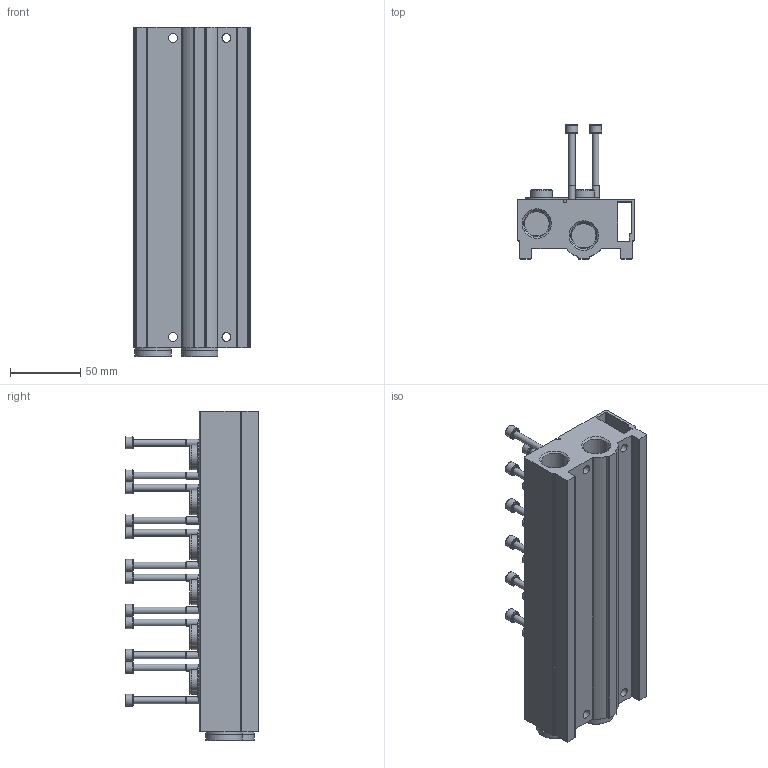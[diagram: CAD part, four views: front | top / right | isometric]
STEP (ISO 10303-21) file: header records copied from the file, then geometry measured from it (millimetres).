
FILE_DESCRIPTION(/* description */ ('STEP AP214'),/* implementation_level */ '2;1');
FILE_NAME(/* name */ '8026417_VABM-B10-30S-G12-6-P3',/* time_stamp */ '2024-09-10T10:12:39+02:00',/* author */ ('License CC BY-ND 4.0'),/* organization */ ('CADENAS'),/* preprocessor_version */ 'ST-DEVELOPER v19.3',/* originating_system */ 'PARTsolutions',/* authorisation */ ' ');
FILE_SCHEMA (('AUTOMOTIVE_DESIGN {1 0 10303 214 3 1 1}'));
Length unit declared in the file: millimetre
Products named in the file (5): 8026417 VABM-B10-30S-G12-6-P3; 8026417 VABM-B10-30S-G12-6-P3---(M); 1841579 VUVS-G38-2---(S); 2191444 F-M5x60-10.9; 3571 B-1/2---(Plug)
Assembly tree (21 placements, depth 2):
  8026417 VABM-B10-30S-G12-6-P3
    8026417 VABM-B10-30S-G12-6-P3---(M)
    1841579 VUVS-G38-2---(S)  x6
    2191444 F-M5x60-10.9  x12
    3571 B-1/2---(Plug)  x2
Bounding box: 83 x 95.4 x 234.35 mm (x, y, z)
Volume: 559632.1 mm3; surface area: 156097.3 mm2
Topology: 21 solids, 21 shells, 934 faces, 2279 edges, 1455 vertices
Faces by surface type: plane 438, cylinder 298, cone 160, torus 38
Full cylindrical faces by diameter (mm): 3.5 x1, 4.134 x13, 4.75 x12, 5 x12, 6.3 x4, 8.5 x12, 9 x12, 12 x12, 15.1 x12, 17.6 x2, 18.1 x12, 18.631 x4, 20.955 x2, 23.4 x2, 26 x4
Entity records: 8087 total; most frequent: CARTESIAN_POINT 1564, DIRECTION 1384, ORIENTED_EDGE 1114, EDGE_CURVE 557, AXIS2_PLACEMENT_3D 555, FACE_BOUND 454, EDGE_LOOP 440, VERTEX_POINT 429
